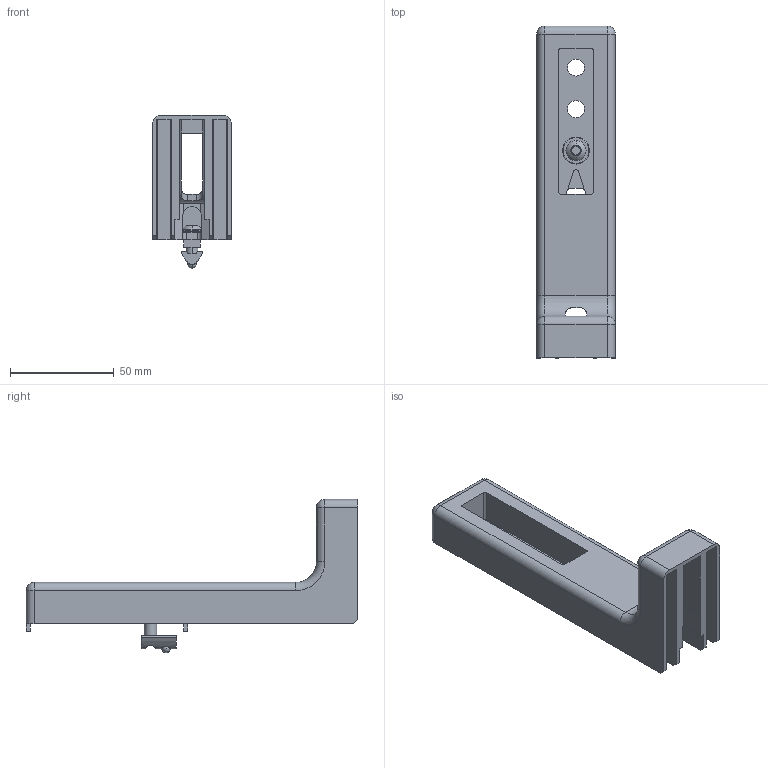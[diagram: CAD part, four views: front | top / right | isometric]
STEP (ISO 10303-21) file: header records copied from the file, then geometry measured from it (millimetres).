
FILE_DESCRIPTION (( 'STEP AP214' ), '1' );
FILE_NAME ('BASE08E2105-Ancrage 8 non réglable.step', '2023-03-24T09:49:55', ( 'Altae' ), ( '' ), 'SwSTEP 2.0', 'SolidWorks 2021', '' );
FILE_SCHEMA (( 'AUTOMOTIVE_DESIGN' ));
Length unit declared in the file: millimetre
Products named in the file (1): BASE08E2105-Ancrage 8 non réglable
Bounding box: 38 x 160 x 73.84 mm (x, y, z)
Volume: 55621 mm3; surface area: 46031.5 mm2
Topology: 2 solids, 2 shells, 213 faces, 583 edges, 378 vertices
Faces by surface type: plane 125, cylinder 72, torus 10, sphere 6
Entity records: 8711 total; most frequent: CARTESIAN_POINT 1387, ORIENTED_EDGE 1146, DIRECTION 1138, EDGE_CURVE 573, VECTOR 384, LINE 384, AXIS2_PLACEMENT_3D 377, VERTEX_POINT 374
